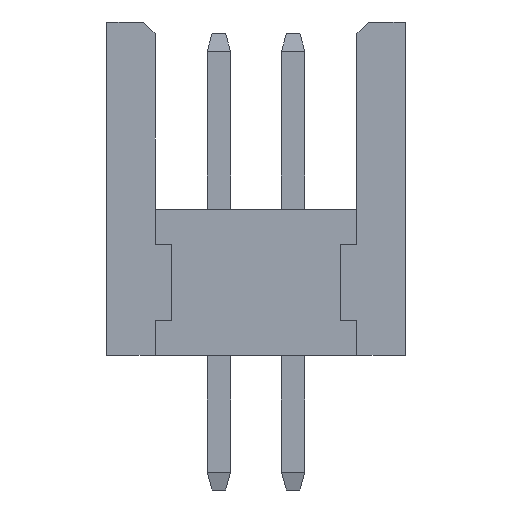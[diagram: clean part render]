
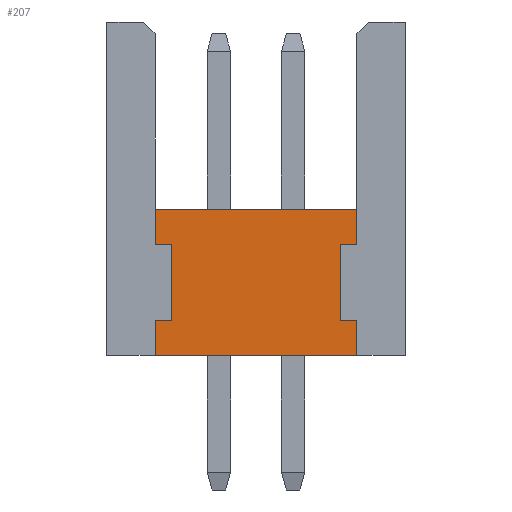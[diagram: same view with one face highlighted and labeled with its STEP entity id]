
A CAD part, left-side view. The second image highlights one B-rep face of the part: STEP entity #207.
In plain terms, the highlighted planar face has unit normal (-1, 0, 0).
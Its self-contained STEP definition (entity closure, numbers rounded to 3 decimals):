
#104=CARTESIAN_POINT('',(-7.77,0.,-1.25));
#105=DIRECTION('',(0.,-1.,0.));
#106=DIRECTION('',(-1.,0.,0.));
#107=AXIS2_PLACEMENT_3D('',#104,#106,#105);
#108=PLANE('',#107);
#109=CARTESIAN_POINT('',(-7.77,1.725,0.));
#110=VERTEX_POINT('',#109);
#111=CARTESIAN_POINT('',(-7.77,1.725,-0.6));
#112=VERTEX_POINT('',#111);
#113=CARTESIAN_POINT('',(-7.77,1.725,0.));
#114=DIRECTION('',(0.,0.,-1.));
#115=VECTOR('',#114,0.6);
#116=LINE('',#113,#115);
#117=EDGE_CURVE('',#110,#112,#116,.T.);
#118=ORIENTED_EDGE('',*,*,#117,.T.);
#119=CARTESIAN_POINT('',(-7.77,1.45,-0.6));
#120=VERTEX_POINT('',#119);
#121=CARTESIAN_POINT('',(-7.77,1.725,-0.6));
#122=DIRECTION('',(0.,-1.,0.));
#123=VECTOR('',#122,0.275);
#124=LINE('',#121,#123);
#125=EDGE_CURVE('',#112,#120,#124,.T.);
#126=ORIENTED_EDGE('',*,*,#125,.T.);
#127=CARTESIAN_POINT('',(-7.77,1.45,-1.9));
#128=VERTEX_POINT('',#127);
#129=CARTESIAN_POINT('',(-7.77,1.45,-0.6));
#130=DIRECTION('',(0.,0.,-1.));
#131=VECTOR('',#130,1.3);
#132=LINE('',#129,#131);
#133=EDGE_CURVE('',#120,#128,#132,.T.);
#134=ORIENTED_EDGE('',*,*,#133,.T.);
#135=CARTESIAN_POINT('',(-7.77,1.725,-1.9));
#136=VERTEX_POINT('',#135);
#137=CARTESIAN_POINT('',(-7.77,1.45,-1.9));
#138=DIRECTION('',(0.,1.,0.));
#139=VECTOR('',#138,0.275);
#140=LINE('',#137,#139);
#141=EDGE_CURVE('',#128,#136,#140,.T.);
#142=ORIENTED_EDGE('',*,*,#141,.T.);
#143=CARTESIAN_POINT('',(-7.77,1.725,-2.5));
#144=VERTEX_POINT('',#143);
#145=CARTESIAN_POINT('',(-7.77,1.725,-1.9));
#146=DIRECTION('',(0.,0.,-1.));
#147=VECTOR('',#146,0.6);
#148=LINE('',#145,#147);
#149=EDGE_CURVE('',#136,#144,#148,.T.);
#150=ORIENTED_EDGE('',*,*,#149,.T.);
#151=CARTESIAN_POINT('',(-7.77,-1.725,-2.5));
#152=VERTEX_POINT('',#151);
#153=CARTESIAN_POINT('',(-7.77,1.725,-2.5));
#154=DIRECTION('',(0.,-1.,0.));
#155=VECTOR('',#154,3.45);
#156=LINE('',#153,#155);
#157=EDGE_CURVE('',#144,#152,#156,.T.);
#158=ORIENTED_EDGE('',*,*,#157,.T.);
#159=CARTESIAN_POINT('',(-7.77,-1.725,-1.9));
#160=VERTEX_POINT('',#159);
#161=CARTESIAN_POINT('',(-7.77,-1.725,-2.5));
#162=DIRECTION('',(0.,0.,1.));
#163=VECTOR('',#162,0.6);
#164=LINE('',#161,#163);
#165=EDGE_CURVE('',#152,#160,#164,.T.);
#166=ORIENTED_EDGE('',*,*,#165,.T.);
#167=CARTESIAN_POINT('',(-7.77,-1.45,-1.9));
#168=VERTEX_POINT('',#167);
#169=CARTESIAN_POINT('',(-7.77,-1.725,-1.9));
#170=DIRECTION('',(0.,1.,0.));
#171=VECTOR('',#170,0.275);
#172=LINE('',#169,#171);
#173=EDGE_CURVE('',#160,#168,#172,.T.);
#174=ORIENTED_EDGE('',*,*,#173,.T.);
#175=CARTESIAN_POINT('',(-7.77,-1.45,-0.6));
#176=VERTEX_POINT('',#175);
#177=CARTESIAN_POINT('',(-7.77,-1.45,-1.9));
#178=DIRECTION('',(0.,0.,1.));
#179=VECTOR('',#178,1.3);
#180=LINE('',#177,#179);
#181=EDGE_CURVE('',#168,#176,#180,.T.);
#182=ORIENTED_EDGE('',*,*,#181,.T.);
#183=CARTESIAN_POINT('',(-7.77,-1.725,-0.6));
#184=VERTEX_POINT('',#183);
#185=CARTESIAN_POINT('',(-7.77,-1.45,-0.6));
#186=DIRECTION('',(0.,-1.,0.));
#187=VECTOR('',#186,0.275);
#188=LINE('',#185,#187);
#189=EDGE_CURVE('',#176,#184,#188,.T.);
#190=ORIENTED_EDGE('',*,*,#189,.T.);
#191=CARTESIAN_POINT('',(-7.77,-1.725,0.));
#192=VERTEX_POINT('',#191);
#193=CARTESIAN_POINT('',(-7.77,-1.725,-0.6));
#194=DIRECTION('',(0.,0.,1.));
#195=VECTOR('',#194,0.6);
#196=LINE('',#193,#195);
#197=EDGE_CURVE('',#184,#192,#196,.T.);
#198=ORIENTED_EDGE('',*,*,#197,.T.);
#199=CARTESIAN_POINT('',(-7.77,-1.725,0.));
#200=DIRECTION('',(0.,1.,0.));
#201=VECTOR('',#200,3.45);
#202=LINE('',#199,#201);
#203=EDGE_CURVE('',#192,#110,#202,.T.);
#204=ORIENTED_EDGE('',*,*,#203,.T.);
#205=EDGE_LOOP('',(#118,#126,#134,#142,#150,#158,#166,#174,#182,#190,#198,#204));
#206=FACE_OUTER_BOUND('',#205,.T.);
#207=ADVANCED_FACE('',(#206),#108,.T.);
